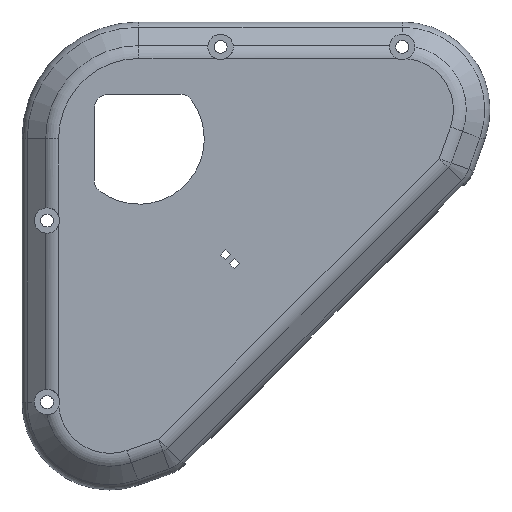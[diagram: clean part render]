
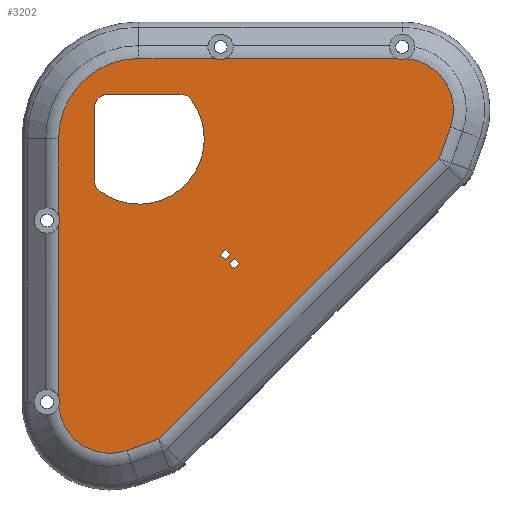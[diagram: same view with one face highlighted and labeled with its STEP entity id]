
A CAD part, top view. The second image highlights one B-rep face of the part: STEP entity #3202.
In plain terms, the highlighted planar face has unit normal (0, 0, 1).
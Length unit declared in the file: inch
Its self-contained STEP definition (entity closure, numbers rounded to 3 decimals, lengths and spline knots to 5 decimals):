
#82=FACE_BOUND('',#474,.T.);
#83=FACE_BOUND('',#475,.T.);
#84=FACE_BOUND('',#476,.T.);
#153=PLANE('',#3501);
#280=FACE_OUTER_BOUND('',#473,.T.);
#473=EDGE_LOOP('',(#2607,#2608,#2609,#2610,#2611,#2612,#2613,#2614,#2615,
#2616,#2617,#2618,#2619,#2620));
#474=EDGE_LOOP('',(#2621,#2622,#2623,#2624));
#475=EDGE_LOOP('',(#2625,#2626,#2627,#2628));
#476=EDGE_LOOP('',(#2629,#2630,#2631,#2632,#2633,#2634));
#650=LINE('',#4877,#954);
#652=LINE('',#4881,#956);
#654=LINE('',#4885,#958);
#656=LINE('',#4888,#960);
#659=LINE('',#4896,#963);
#662=LINE('',#4902,#966);
#665=LINE('',#4908,#969);
#668=LINE('',#4912,#972);
#767=LINE('',#5358,#1071);
#768=LINE('',#5360,#1072);
#771=LINE('',#5364,#1075);
#772=LINE('',#5369,#1076);
#773=LINE('',#5371,#1077);
#774=LINE('',#5373,#1078);
#775=LINE('',#5377,#1079);
#776=LINE('',#5380,#1080);
#777=LINE('',#5384,#1081);
#954=VECTOR('',#3898,0.3937);
#956=VECTOR('',#3902,0.3937);
#958=VECTOR('',#3906,0.3937);
#960=VECTOR('',#3910,0.3937);
#963=VECTOR('',#3915,0.3937);
#966=VECTOR('',#3920,0.3937);
#969=VECTOR('',#3925,0.3937);
#972=VECTOR('',#3930,0.3937);
#1071=VECTOR('',#4223,0.3937);
#1072=VECTOR('',#4226,0.3937);
#1075=VECTOR('',#4231,0.3937);
#1076=VECTOR('',#4236,0.3937);
#1077=VECTOR('',#4237,0.3937);
#1078=VECTOR('',#4238,0.3937);
#1079=VECTOR('',#4243,0.3937);
#1080=VECTOR('',#4244,0.3937);
#1081=VECTOR('',#4247,0.3937);
#1252=CIRCLE('',#3478,0.175);
#1255=CIRCLE('',#3484,0.175);
#1256=CIRCLE('',#3486,0.175);
#1261=CIRCLE('',#3496,0.175);
#1263=CIRCLE('',#3502,0.70645);
#1264=CIRCLE('',#3503,0.70645);
#1265=CIRCLE('',#3504,1.10645);
#1266=CIRCLE('',#3505,0.2);
#1267=CIRCLE('',#3506,0.2);
#1268=CIRCLE('',#3507,0.9);
#1269=CIRCLE('',#3508,0.2);
#1413=VERTEX_POINT('',#4874);
#1414=VERTEX_POINT('',#4876);
#1415=VERTEX_POINT('',#4880);
#1416=VERTEX_POINT('',#4884);
#1419=VERTEX_POINT('',#4893);
#1420=VERTEX_POINT('',#4895);
#1422=VERTEX_POINT('',#4901);
#1424=VERTEX_POINT('',#4907);
#1517=VERTEX_POINT('',#5172);
#1520=VERTEX_POINT('',#5190);
#1524=VERTEX_POINT('',#5211);
#1527=VERTEX_POINT('',#5232);
#1528=VERTEX_POINT('',#5247);
#1530=VERTEX_POINT('',#5261);
#1539=VERTEX_POINT('',#5310);
#1542=VERTEX_POINT('',#5339);
#1544=VERTEX_POINT('',#5356);
#1545=VERTEX_POINT('',#5366);
#1546=VERTEX_POINT('',#5368);
#1547=VERTEX_POINT('',#5370);
#1548=VERTEX_POINT('',#5372);
#1549=VERTEX_POINT('',#5375);
#1550=VERTEX_POINT('',#5378);
#1551=VERTEX_POINT('',#5379);
#1552=VERTEX_POINT('',#5381);
#1553=VERTEX_POINT('',#5383);
#1554=VERTEX_POINT('',#5385);
#1555=VERTEX_POINT('',#5387);
#1752=EDGE_CURVE('',#1414,#1413,#650,.T.);
#1754=EDGE_CURVE('',#1415,#1414,#652,.T.);
#1756=EDGE_CURVE('',#1416,#1415,#654,.T.);
#1758=EDGE_CURVE('',#1413,#1416,#656,.T.);
#1761=EDGE_CURVE('',#1420,#1419,#659,.T.);
#1764=EDGE_CURVE('',#1422,#1420,#662,.T.);
#1767=EDGE_CURVE('',#1424,#1422,#665,.T.);
#1770=EDGE_CURVE('',#1419,#1424,#668,.T.);
#1904=EDGE_CURVE('',#1517,#1520,#1252,.T.);
#1912=EDGE_CURVE('',#1524,#1527,#1255,.T.);
#1914=EDGE_CURVE('',#1530,#1528,#1256,.T.);
#1929=EDGE_CURVE('',#1539,#1542,#1261,.T.);
#1932=EDGE_CURVE('',#1544,#1527,#767,.T.);
#1933=EDGE_CURVE('',#1524,#1528,#768,.T.);
#1936=EDGE_CURVE('',#1539,#1520,#771,.T.);
#1937=EDGE_CURVE('',#1545,#1542,#1263,.T.);
#1938=EDGE_CURVE('',#1546,#1545,#772,.T.);
#1939=EDGE_CURVE('',#1547,#1546,#773,.T.);
#1940=EDGE_CURVE('',#1548,#1547,#774,.T.);
#1941=EDGE_CURVE('',#1530,#1548,#1264,.T.);
#1942=EDGE_CURVE('',#1549,#1544,#1265,.T.);
#1943=EDGE_CURVE('',#1517,#1549,#775,.T.);
#1944=EDGE_CURVE('',#1550,#1551,#776,.T.);
#1945=EDGE_CURVE('',#1551,#1552,#1266,.T.);
#1946=EDGE_CURVE('',#1552,#1553,#777,.T.);
#1947=EDGE_CURVE('',#1553,#1554,#1267,.T.);
#1948=EDGE_CURVE('',#1554,#1555,#1268,.T.);
#1949=EDGE_CURVE('',#1555,#1550,#1269,.T.);
#2607=ORIENTED_EDGE('',*,*,#1904,.T.);
#2608=ORIENTED_EDGE('',*,*,#1936,.F.);
#2609=ORIENTED_EDGE('',*,*,#1929,.T.);
#2610=ORIENTED_EDGE('',*,*,#1937,.F.);
#2611=ORIENTED_EDGE('',*,*,#1938,.F.);
#2612=ORIENTED_EDGE('',*,*,#1939,.F.);
#2613=ORIENTED_EDGE('',*,*,#1940,.F.);
#2614=ORIENTED_EDGE('',*,*,#1941,.F.);
#2615=ORIENTED_EDGE('',*,*,#1914,.T.);
#2616=ORIENTED_EDGE('',*,*,#1933,.F.);
#2617=ORIENTED_EDGE('',*,*,#1912,.T.);
#2618=ORIENTED_EDGE('',*,*,#1932,.F.);
#2619=ORIENTED_EDGE('',*,*,#1942,.F.);
#2620=ORIENTED_EDGE('',*,*,#1943,.F.);
#2621=ORIENTED_EDGE('',*,*,#1756,.T.);
#2622=ORIENTED_EDGE('',*,*,#1754,.T.);
#2623=ORIENTED_EDGE('',*,*,#1752,.T.);
#2624=ORIENTED_EDGE('',*,*,#1758,.T.);
#2625=ORIENTED_EDGE('',*,*,#1767,.T.);
#2626=ORIENTED_EDGE('',*,*,#1764,.T.);
#2627=ORIENTED_EDGE('',*,*,#1761,.T.);
#2628=ORIENTED_EDGE('',*,*,#1770,.T.);
#2629=ORIENTED_EDGE('',*,*,#1944,.T.);
#2630=ORIENTED_EDGE('',*,*,#1945,.T.);
#2631=ORIENTED_EDGE('',*,*,#1946,.T.);
#2632=ORIENTED_EDGE('',*,*,#1947,.T.);
#2633=ORIENTED_EDGE('',*,*,#1948,.T.);
#2634=ORIENTED_EDGE('',*,*,#1949,.T.);
#3202=ADVANCED_FACE('',(#280,#82,#83,#84),#153,.T.);
#3478=AXIS2_PLACEMENT_3D('',#5203,#4177,#4178);
#3484=AXIS2_PLACEMENT_3D('',#5245,#4190,#4191);
#3486=AXIS2_PLACEMENT_3D('',#5262,#4194,#4195);
#3496=AXIS2_PLACEMENT_3D('',#5352,#4216,#4217);
#3501=AXIS2_PLACEMENT_3D('',#5365,#4232,#4233);
#3502=AXIS2_PLACEMENT_3D('',#5367,#4234,#4235);
#3503=AXIS2_PLACEMENT_3D('',#5374,#4239,#4240);
#3504=AXIS2_PLACEMENT_3D('',#5376,#4241,#4242);
#3505=AXIS2_PLACEMENT_3D('',#5382,#4245,#4246);
#3506=AXIS2_PLACEMENT_3D('',#5386,#4248,#4249);
#3507=AXIS2_PLACEMENT_3D('',#5388,#4250,#4251);
#3508=AXIS2_PLACEMENT_3D('',#5389,#4252,#4253);
#3898=DIRECTION('',(0.707,-0.707,0.));
#3902=DIRECTION('',(0.707,0.707,0.));
#3906=DIRECTION('',(-0.707,0.707,0.));
#3910=DIRECTION('',(-0.707,-0.707,0.));
#3915=DIRECTION('',(-0.707,-0.707,0.));
#3920=DIRECTION('',(0.707,-0.707,0.));
#3925=DIRECTION('',(0.707,0.707,0.));
#3930=DIRECTION('',(-0.707,0.707,0.));
#4177=DIRECTION('center_axis',(0.,0.,-1.));
#4178=DIRECTION('ref_axis',(1.,0.,0.));
#4190=DIRECTION('center_axis',(0.,0.,-1.));
#4191=DIRECTION('ref_axis',(1.,0.,0.));
#4194=DIRECTION('center_axis',(0.,0.,-1.));
#4195=DIRECTION('ref_axis',(1.,0.,0.));
#4216=DIRECTION('center_axis',(0.,0.,-1.));
#4217=DIRECTION('ref_axis',(1.,0.,0.));
#4223=DIRECTION('',(1.,0.,0.));
#4226=DIRECTION('',(1.,0.,0.));
#4231=DIRECTION('',(0.,1.,0.));
#4232=DIRECTION('center_axis',(0.,0.,1.));
#4233=DIRECTION('ref_axis',(1.,0.,0.));
#4234=DIRECTION('center_axis',(0.,0.,-1.));
#4235=DIRECTION('ref_axis',(-0.577,-0.817,0.));
#4236=DIRECTION('',(-0.942,-0.335,0.));
#4237=DIRECTION('',(-0.707,-0.707,0.));
#4238=DIRECTION('',(-0.335,-0.942,0.));
#4239=DIRECTION('center_axis',(0.,0.,-1.));
#4240=DIRECTION('ref_axis',(0.817,0.577,0.));
#4241=DIRECTION('center_axis',(0.,0.,-1.));
#4242=DIRECTION('ref_axis',(-0.707,0.707,0.));
#4243=DIRECTION('',(0.,1.,0.));
#4244=DIRECTION('',(0.,1.,0.));
#4245=DIRECTION('center_axis',(0.,0.,-1.));
#4246=DIRECTION('ref_axis',(0.,-1.,0.));
#4247=DIRECTION('',(1.,0.,0.));
#4248=DIRECTION('center_axis',(0.,0.,-1.));
#4249=DIRECTION('ref_axis',(-0.805,-0.594,0.));
#4250=DIRECTION('center_axis',(0.,0.,-1.));
#4251=DIRECTION('ref_axis',(0.593,0.805,0.));
#4252=DIRECTION('center_axis',(0.,0.,-1.));
#4253=DIRECTION('ref_axis',(1.,0.,0.));
#4874=CARTESIAN_POINT('',(1.78464,1.90798,0.65625));
#4876=CARTESIAN_POINT('',(1.71738,1.97524,0.65625));
#4877=CARTESIAN_POINT('',(1.78185,1.91077,0.65625));
#4880=CARTESIAN_POINT('',(1.64686,1.90472,0.65625));
#4881=CARTESIAN_POINT('',(1.76522,2.02307,0.65625));
#4884=CARTESIAN_POINT('',(1.71412,1.83746,0.65625));
#4885=CARTESIAN_POINT('',(1.74495,1.80662,0.65625));
#4888=CARTESIAN_POINT('',(1.86774,1.99107,0.65625));
#4893=CARTESIAN_POINT('',(1.59391,1.95767,0.65625));
#4895=CARTESIAN_POINT('',(1.66443,2.02819,0.65625));
#4896=CARTESIAN_POINT('',(1.74753,2.11128,0.65625));
#4901=CARTESIAN_POINT('',(1.59717,2.09544,0.65625));
#4902=CARTESIAN_POINT('',(1.72174,1.97088,0.65625));
#4907=CARTESIAN_POINT('',(1.52665,2.02492,0.65625));
#4908=CARTESIAN_POINT('',(1.64501,2.14328,0.65625));
#4912=CARTESIAN_POINT('',(1.68485,1.86673,0.65625));
#5172=CARTESIAN_POINT('',(-0.70645,2.57183,0.65625));
#5190=CARTESIAN_POINT('',(-0.70645,2.42817,0.65625));
#5203=CARTESIAN_POINT('Origin',(-0.86603,2.5,0.65625));
#5211=CARTESIAN_POINT('',(1.59683,4.73145,0.65625));
#5232=CARTESIAN_POINT('',(1.45317,4.73145,0.65625));
#5245=CARTESIAN_POINT('Origin',(1.525,4.89103,0.65625));
#5247=CARTESIAN_POINT('',(3.95317,4.73145,0.65625));
#5261=CARTESIAN_POINT('',(4.08981,4.72847,0.65625));
#5262=CARTESIAN_POINT('Origin',(4.025,4.89103,0.65625));
#5310=CARTESIAN_POINT('',(-0.70645,0.07183,0.65625));
#5339=CARTESIAN_POINT('',(-0.70347,-0.06481,0.65625));
#5352=CARTESIAN_POINT('Origin',(-0.86603,0.,
0.65625));
#5356=CARTESIAN_POINT('',(0.4,4.73145,0.65625));
#5358=CARTESIAN_POINT('',(2.51563,4.73145,0.65625));
#5360=CARTESIAN_POINT('',(2.51563,4.73145,0.65625));
#5364=CARTESIAN_POINT('',(-0.70645,2.41563,0.65625));
#5365=CARTESIAN_POINT('Origin',(2.0125,2.0125,0.65625));
#5366=CARTESIAN_POINT('',(0.23654,-0.66567,0.65625));
#5367=CARTESIAN_POINT('Origin',(0.,0.,0.65625));
#5368=CARTESIAN_POINT('',(0.67175,-0.51102,0.65625));
#5369=CARTESIAN_POINT('',(2.05291,-0.02023,0.65625));
#5370=CARTESIAN_POINT('',(4.53602,3.35325,0.65625));
#5371=CARTESIAN_POINT('',(2.12071,0.93794,0.65625));
#5372=CARTESIAN_POINT('',(4.69067,3.78846,0.65625));
#5373=CARTESIAN_POINT('',(4.0065,1.8631,0.65625));
#5374=CARTESIAN_POINT('Origin',(4.025,4.025,0.65625));
#5375=CARTESIAN_POINT('',(-0.70645,3.625,0.65625));
#5376=CARTESIAN_POINT('Origin',(0.4,3.625,0.65625));
#5377=CARTESIAN_POINT('',(-0.70645,2.41563,0.65625));
#5378=CARTESIAN_POINT('',(-0.21543,3.0616,0.65625));
#5379=CARTESIAN_POINT('',(-0.21543,4.04076,0.65625));
#5380=CARTESIAN_POINT('',(-0.21543,3.0616,0.65625));
#5381=CARTESIAN_POINT('',(-0.01543,4.24076,0.65625));
#5382=CARTESIAN_POINT('Origin',(-0.01543,4.04076,0.65625));
#5383=CARTESIAN_POINT('',(0.96315,4.24076,0.65625));
#5384=CARTESIAN_POINT('',(-0.01543,4.24076,0.65625));
#5385=CARTESIAN_POINT('',(1.12405,4.15955,0.65625));
#5386=CARTESIAN_POINT('Origin',(0.96315,4.04076,0.65625));
#5387=CARTESIAN_POINT('',(-0.13412,2.90063,0.65625));
#5388=CARTESIAN_POINT('Origin',(0.4,3.625,0.65625));
#5389=CARTESIAN_POINT('Origin',(-0.01543,3.0616,0.65625));
